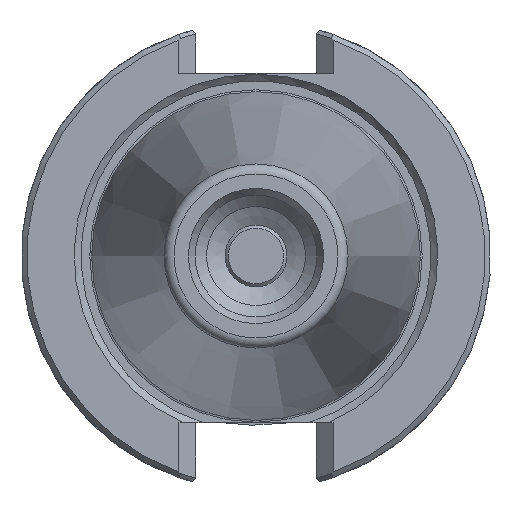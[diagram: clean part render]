
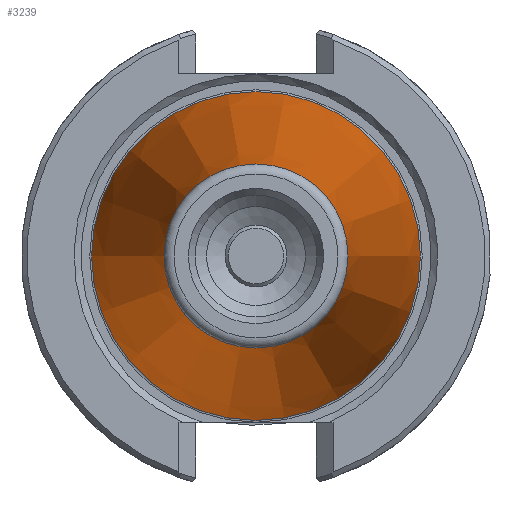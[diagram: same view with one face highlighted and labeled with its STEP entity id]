
A CAD part, left-side view. The second image highlights one B-rep face of the part: STEP entity #3239.
In plain terms, the highlighted conical face has half-angle 8.297 degrees and reference radius 17.248 mm.
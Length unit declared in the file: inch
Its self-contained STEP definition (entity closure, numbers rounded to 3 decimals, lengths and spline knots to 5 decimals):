
#3093=CARTESIAN_POINT('',(0.0,0.875,0.0));
#3094=VERTEX_POINT('',#3093);
#3095=CARTESIAN_POINT('',(0.0,0.0,0.0));
#3096=DIRECTION('',(1.0,0.,0.0));
#3097=DIRECTION('',(0.,1.0,0.0));
#3098=AXIS2_PLACEMENT_3D('',#3095,#3096,#3097);
#3099=CIRCLE('',#3098,0.875);
#3100=EDGE_CURVE('',#3094,#3094,#3099,.T.);
#3204=CARTESIAN_POINT('',(-2.64129,0.48982,0.));
#3205=VERTEX_POINT('',#3204);
#3206=CARTESIAN_POINT('',(-2.64129,0.,0.));
#3207=DIRECTION('',(-1.0,0.0,0.0));
#3208=DIRECTION('',(0.0,-1.0,0.0));
#3209=AXIS2_PLACEMENT_3D('',#3206,#3207,#3208);
#3210=CIRCLE('',#3209,0.48982);
#3211=EDGE_CURVE('',#3205,#3205,#3210,.T.);
#3228=CARTESIAN_POINT('',(-1.34375,0.0,0.0));
#3229=DIRECTION('',(1.0,0.0,0.0));
#3230=DIRECTION('',(0.,1.0,0.0));
#3231=AXIS2_PLACEMENT_3D('',#3228,#3229,#3230);
#3232=CONICAL_SURFACE('',#3231,0.67904,8.297);
#3233=ORIENTED_EDGE('',*,*,#3100,.F.);
#3234=EDGE_LOOP('',(#3233));
#3235=FACE_OUTER_BOUND('',#3234,.T.);
#3236=ORIENTED_EDGE('',*,*,#3211,.F.);
#3237=EDGE_LOOP('',(#3236));
#3238=FACE_BOUND('',#3237,.T.);
#3239=ADVANCED_FACE('',(#3235,#3238),#3232,.T.);
